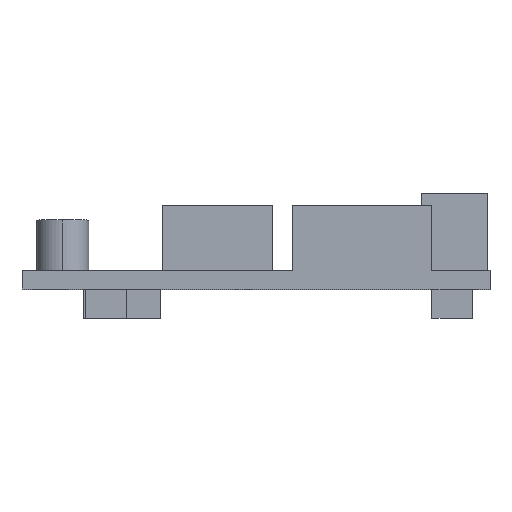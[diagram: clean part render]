
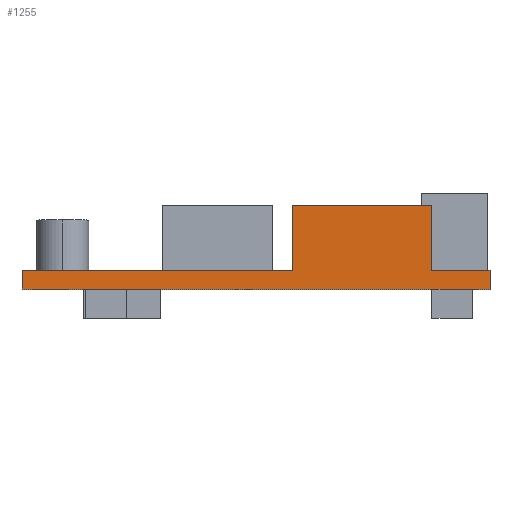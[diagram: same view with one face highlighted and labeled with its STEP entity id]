
A CAD part, top view. The second image highlights one B-rep face of the part: STEP entity #1255.
In plain terms, the highlighted free-form (B-spline) face has degree [1, 1] with [2, 2] control points.
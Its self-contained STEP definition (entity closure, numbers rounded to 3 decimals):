
#660 = VERTEX_POINT('',#661);
#661 = CARTESIAN_POINT('',(-16.617,1.321,
    12.344));
#666 = EDGE_CURVE('',#660,#667,#669,.T.);
#667 = VERTEX_POINT('',#668);
#668 = CARTESIAN_POINT('',(2.58,1.321,12.344
    ));
#669 = B_SPLINE_CURVE_WITH_KNOTS('',1,(#670,#671),.UNSPECIFIED.,.F.,.F.,
  (2,2),(0.,23.25),.PIECEWISE_BEZIER_KNOTS.);
#670 = CARTESIAN_POINT('',(-16.617,1.321,
    12.344));
#671 = CARTESIAN_POINT('',(2.58,1.321,12.344
    ));
#688 = VERTEX_POINT('',#689);
#689 = CARTESIAN_POINT('',(12.489,1.321,
    12.344));
#694 = EDGE_CURVE('',#688,#695,#697,.T.);
#695 = VERTEX_POINT('',#696);
#696 = CARTESIAN_POINT('',(16.617,1.321,
    12.344));
#697 = B_SPLINE_CURVE_WITH_KNOTS('',1,(#698,#699),.UNSPECIFIED.,.F.,.F.,
  (2,2),(35.25,40.25),.PIECEWISE_BEZIER_KNOTS.);
#698 = CARTESIAN_POINT('',(12.489,1.321,
    12.344));
#699 = CARTESIAN_POINT('',(16.617,1.321,
    12.344));
#1072 = VERTEX_POINT('',#1073);
#1073 = CARTESIAN_POINT('',(16.617,0.,12.344));
#1080 = EDGE_CURVE('',#1081,#1072,#1083,.T.);
#1081 = VERTEX_POINT('',#1082);
#1082 = CARTESIAN_POINT('',(-16.617,0.,12.344));
#1083 = B_SPLINE_CURVE_WITH_KNOTS('',1,(#1084,#1085),.UNSPECIFIED.,.F.,
  .F.,(2,2),(0.,40.25),.PIECEWISE_BEZIER_KNOTS.);
#1084 = CARTESIAN_POINT('',(-16.617,0.,12.344));
#1085 = CARTESIAN_POINT('',(16.617,0.,12.344));
#1174 = EDGE_CURVE('',#695,#1072,#1175,.T.);
#1175 = B_SPLINE_CURVE_WITH_KNOTS('',1,(#1176,#1177),.UNSPECIFIED.,.F.,
  .F.,(2,2),(-0.,1.6),.PIECEWISE_BEZIER_KNOTS.);
#1176 = CARTESIAN_POINT('',(16.617,1.321,
    12.344));
#1177 = CARTESIAN_POINT('',(16.617,0.,12.344));
#1244 = EDGE_CURVE('',#660,#1081,#1245,.T.);
#1245 = B_SPLINE_CURVE_WITH_KNOTS('',1,(#1246,#1247),.UNSPECIFIED.,.F.,
  .F.,(2,2),(-0.,1.6),.PIECEWISE_BEZIER_KNOTS.);
#1246 = CARTESIAN_POINT('',(-16.617,1.321,
    12.344));
#1247 = CARTESIAN_POINT('',(-16.617,0.,12.344));
#1255 = ADVANCED_FACE('',(#1256),#1282,.F.);
#1256 = FACE_BOUND('',#1257,.T.);
#1257 = EDGE_LOOP('',(#1258,#1259,#1260,#1261,#1268,#1275,#1280,#1281));
#1258 = ORIENTED_EDGE('',*,*,#1080,.T.);
#1259 = ORIENTED_EDGE('',*,*,#1174,.F.);
#1260 = ORIENTED_EDGE('',*,*,#694,.F.);
#1261 = ORIENTED_EDGE('',*,*,#1262,.F.);
#1262 = EDGE_CURVE('',#1263,#688,#1265,.T.);
#1263 = VERTEX_POINT('',#1264);
#1264 = CARTESIAN_POINT('',(12.489,5.945,
    12.344));
#1265 = B_SPLINE_CURVE_WITH_KNOTS('',1,(#1266,#1267),.UNSPECIFIED.,.F.,
  .F.,(2,2),(-0.,5.6),.PIECEWISE_BEZIER_KNOTS.);
#1266 = CARTESIAN_POINT('',(12.489,5.945,
    12.344));
#1267 = CARTESIAN_POINT('',(12.489,1.321,
    12.344));
#1268 = ORIENTED_EDGE('',*,*,#1269,.F.);
#1269 = EDGE_CURVE('',#1270,#1263,#1272,.T.);
#1270 = VERTEX_POINT('',#1271);
#1271 = CARTESIAN_POINT('',(2.58,5.945,12.344
    ));
#1272 = B_SPLINE_CURVE_WITH_KNOTS('',1,(#1273,#1274),.UNSPECIFIED.,.F.,
  .F.,(2,2),(0.,12.),.PIECEWISE_BEZIER_KNOTS.);
#1273 = CARTESIAN_POINT('',(2.58,5.945,12.344
    ));
#1274 = CARTESIAN_POINT('',(12.489,5.945,
    12.344));
#1275 = ORIENTED_EDGE('',*,*,#1276,.T.);
#1276 = EDGE_CURVE('',#1270,#667,#1277,.T.);
#1277 = B_SPLINE_CURVE_WITH_KNOTS('',1,(#1278,#1279),.UNSPECIFIED.,.F.,
  .F.,(2,2),(-0.,5.6),.PIECEWISE_BEZIER_KNOTS.);
#1278 = CARTESIAN_POINT('',(2.58,5.945,12.344
    ));
#1279 = CARTESIAN_POINT('',(2.58,1.321,
    12.344));
#1280 = ORIENTED_EDGE('',*,*,#666,.F.);
#1281 = ORIENTED_EDGE('',*,*,#1244,.T.);
#1282 = B_SPLINE_SURFACE_WITH_KNOTS('',1,1,(
    (#1283,#1284)
    ,(#1285,#1286
    )),.UNSPECIFIED.,.F.,.F.,.F.,(2,2),(2,2),(-40.25,0.),(-1.6,5.6),
  .PIECEWISE_BEZIER_KNOTS.);
#1283 = CARTESIAN_POINT('',(16.617,0.,12.344));
#1284 = CARTESIAN_POINT('',(16.617,5.945,
    12.344));
#1285 = CARTESIAN_POINT('',(-16.617,0.,12.344));
#1286 = CARTESIAN_POINT('',(-16.617,5.945,
    12.344));
